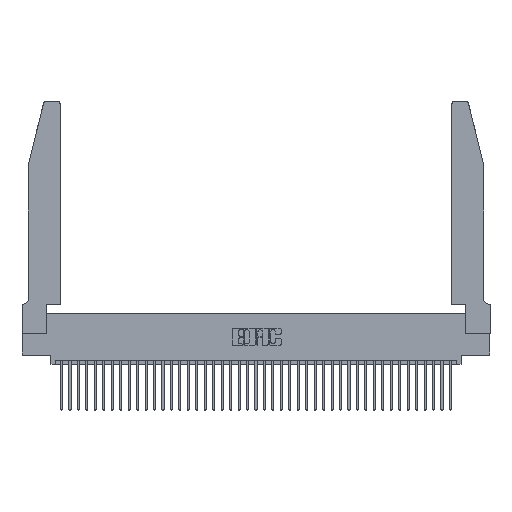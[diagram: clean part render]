
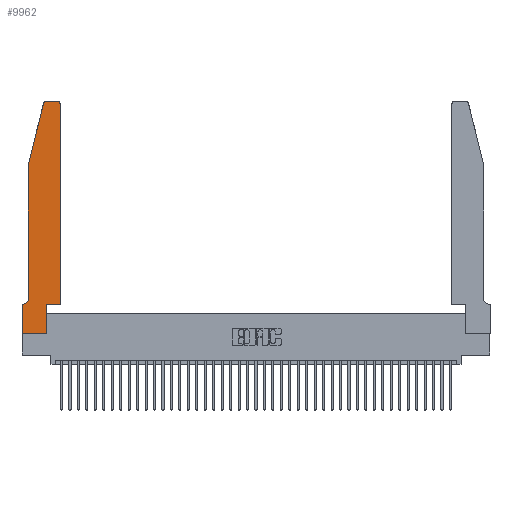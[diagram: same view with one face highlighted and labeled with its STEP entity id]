
A CAD part, top view. The second image highlights one B-rep face of the part: STEP entity #9962.
In plain terms, the highlighted planar face has unit normal (0, 0, 1).
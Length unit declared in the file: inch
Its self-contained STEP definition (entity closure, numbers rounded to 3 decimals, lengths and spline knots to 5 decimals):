
#125 = VECTOR ( 'NONE', #4869, 39.37008 ) ;
#193 = CARTESIAN_POINT ( 'NONE',  ( 0.284, 2.72, 0.37 ) ) ;
#534 = LINE ( 'NONE', #30803, #6028 ) ;
#644 = DIRECTION ( 'NONE',  ( 0., 1., 0. ) ) ;
#697 = AXIS2_PLACEMENT_3D ( 'NONE', #193, #25586, #18939 ) ;
#789 = CARTESIAN_POINT ( 'NONE',  ( 0.2865, 0.35, 0.37 ) ) ;
#2262 = EDGE_CURVE ( 'NONE', #16132, #8870, #23697, .T. ) ;
#2420 = PLANE ( 'NONE',  #38522 ) ;
#2646 = CARTESIAN_POINT ( 'NONE',  ( 0.2605, 2.75, 0.37 ) ) ;
#3583 = CARTESIAN_POINT ( 'NONE',  ( 0.0755, 2., 0.37 ) ) ;
#3834 = CIRCLE ( 'NONE', #35274, 0.07 ) ;
#4869 = DIRECTION ( 'NONE',  ( 0., -1., 0. ) ) ;
#5927 = CARTESIAN_POINT ( 'NONE',  ( 0.0055, 0.42, 0.37 ) ) ;
#6028 = VECTOR ( 'NONE', #24433, 39.37008 ) ;
#6142 = DIRECTION ( 'NONE',  ( 0., -1., 0. ) ) ;
#6265 = EDGE_CURVE ( 'NONE', #8870, #26788, #36442, .T. ) ;
#6354 = DIRECTION ( 'NONE',  ( -1., 0., 0. ) ) ;
#7416 = VERTEX_POINT ( 'NONE', #30495 ) ;
#7746 = CARTESIAN_POINT ( 'NONE',  ( 0., 0.35, 0.37 ) ) ;
#8089 = ORIENTED_EDGE ( 'NONE', *, *, #30420, .T. ) ;
#8513 = LINE ( 'NONE', #22885, #125 ) ;
#8516 = CARTESIAN_POINT ( 'NONE',  ( 0.4505, 0.35, 0.37 ) ) ;
#8827 = ORIENTED_EDGE ( 'NONE', *, *, #10472, .T. ) ;
#8870 = VERTEX_POINT ( 'NONE', #21287 ) ;
#9318 = DIRECTION ( 'NONE',  ( 0., 0., 1. ) ) ;
#9852 = VERTEX_POINT ( 'NONE', #37660 ) ;
#9962 = ADVANCED_FACE ( 'NONE', ( #27453 ), #2420, .T. ) ;
#10472 = EDGE_CURVE ( 'NONE', #35209, #40627, #8513, .T. ) ;
#11738 = VERTEX_POINT ( 'NONE', #28870 ) ;
#12066 = DIRECTION ( 'NONE',  ( 1., 0., 0. ) ) ;
#12265 = CARTESIAN_POINT ( 'NONE',  ( 0.284, 2.75, 0.37 ) ) ;
#13868 = ORIENTED_EDGE ( 'NONE', *, *, #26738, .T. ) ;
#14169 = EDGE_CURVE ( 'NONE', #22296, #16132, #31612, .T. ) ;
#15500 = LINE ( 'NONE', #21006, #22905 ) ;
#15620 = CARTESIAN_POINT ( 'NONE',  ( 0., 0.35, 0.37 ) ) ;
#16132 = VERTEX_POINT ( 'NONE', #26365 ) ;
#18536 = CARTESIAN_POINT ( 'NONE',  ( 0.0055, 0.35, 0.37 ) ) ;
#18578 = DIRECTION ( 'NONE',  ( -1., 0., 0. ) ) ;
#18722 = ORIENTED_EDGE ( 'NONE', *, *, #27880, .T. ) ;
#18939 = DIRECTION ( 'NONE',  ( 1., 0., 0. ) ) ;
#19194 = VECTOR ( 'NONE', #6354, 39.37008 ) ;
#20647 = VECTOR ( 'NONE', #644, 39.37008 ) ;
#20650 = ORIENTED_EDGE ( 'NONE', *, *, #2262, .T. ) ;
#21006 = CARTESIAN_POINT ( 'NONE',  ( 0.0755, 2., 0.37 ) ) ;
#21153 = AXIS2_PLACEMENT_3D ( 'NONE', #31901, #9318, #31762 ) ;
#21287 = CARTESIAN_POINT ( 'NONE',  ( 0.4205, 2.75, 0.37 ) ) ;
#21360 = ORIENTED_EDGE ( 'NONE', *, *, #14169, .T. ) ;
#22296 = VERTEX_POINT ( 'NONE', #22544 ) ;
#22544 = CARTESIAN_POINT ( 'NONE',  ( 0.4505, 0.35, 0.37 ) ) ;
#22885 = CARTESIAN_POINT ( 'NONE',  ( 0., 0., 0.37 ) ) ;
#22905 = VECTOR ( 'NONE', #30000, 39.37008 ) ;
#23267 = ORIENTED_EDGE ( 'NONE', *, *, #36628, .T. ) ;
#23697 = CIRCLE ( 'NONE', #21153, 0.03 ) ;
#23955 = VERTEX_POINT ( 'NONE', #18536 ) ;
#24433 = DIRECTION ( 'NONE',  ( 1., 0., 0. ) ) ;
#24631 = DIRECTION ( 'NONE',  ( 1., 0., 0. ) ) ;
#24635 = LINE ( 'NONE', #24839, #38529 ) ;
#24839 = CARTESIAN_POINT ( 'NONE',  ( 0.4505, 0.35, 0.37 ) ) ;
#25105 = ORIENTED_EDGE ( 'NONE', *, *, #30316, .T. ) ;
#25381 = CARTESIAN_POINT ( 'NONE',  ( 0.0755, 0.35, 0.37 ) ) ;
#25586 = DIRECTION ( 'NONE',  ( 0., 0., 1. ) ) ;
#26365 = CARTESIAN_POINT ( 'NONE',  ( 0.4505, 2.72, 0.37 ) ) ;
#26738 = EDGE_CURVE ( 'NONE', #40842, #9852, #28486, .T. ) ;
#26788 = VERTEX_POINT ( 'NONE', #12265 ) ;
#27453 = FACE_OUTER_BOUND ( 'NONE', #29406, .T. ) ;
#27880 = EDGE_CURVE ( 'NONE', #40627, #11738, #534, .T. ) ;
#28233 = CARTESIAN_POINT ( 'NONE',  ( 0.0755, 2., 0.37 ) ) ;
#28486 = LINE ( 'NONE', #28233, #38406 ) ;
#28746 = EDGE_CURVE ( 'NONE', #9852, #23955, #3834, .T. ) ;
#28870 = CARTESIAN_POINT ( 'NONE',  ( 0.2865, 0., 0.37 ) ) ;
#29406 = EDGE_LOOP ( 'NONE', ( #31567, #41060, #23267, #13868, #40318, #8089, #8827, #18722, #32748, #25105, #21360, #20650 ) ) ;
#29934 = VECTOR ( 'NONE', #34151, 39.37008 ) ;
#30000 = DIRECTION ( 'NONE',  ( -0.239, -0.971, 0. ) ) ;
#30102 = VERTEX_POINT ( 'NONE', #33299 ) ;
#30316 = EDGE_CURVE ( 'NONE', #7416, #22296, #24635, .T. ) ;
#30420 = EDGE_CURVE ( 'NONE', #23955, #35209, #37080, .T. ) ;
#30495 = CARTESIAN_POINT ( 'NONE',  ( 0.2865, 0.35, 0.37 ) ) ;
#30727 = DIRECTION ( 'NONE',  ( 0., 1., 0. ) ) ;
#30800 = CARTESIAN_POINT ( 'NONE',  ( 0., 0., 0.37 ) ) ;
#30803 = CARTESIAN_POINT ( 'NONE',  ( 0., 0., 0.37 ) ) ;
#30948 = EDGE_CURVE ( 'NONE', #26788, #30102, #36523, .T. ) ;
#31567 = ORIENTED_EDGE ( 'NONE', *, *, #6265, .T. ) ;
#31612 = LINE ( 'NONE', #8516, #36059 ) ;
#31762 = DIRECTION ( 'NONE',  ( 1., 0., 0. ) ) ;
#31901 = CARTESIAN_POINT ( 'NONE',  ( 0.4205, 2.72, 0.37 ) ) ;
#32748 = ORIENTED_EDGE ( 'NONE', *, *, #33560, .T. ) ;
#33299 = CARTESIAN_POINT ( 'NONE',  ( 0.25487, 2.72718, 0.37 ) ) ;
#33560 = EDGE_CURVE ( 'NONE', #11738, #7416, #38090, .T. ) ;
#34151 = DIRECTION ( 'NONE',  ( -1., 0., 0. ) ) ;
#34700 = DIRECTION ( 'NONE',  ( 0., 0., -1. ) ) ;
#35209 = VERTEX_POINT ( 'NONE', #7746 ) ;
#35274 = AXIS2_PLACEMENT_3D ( 'NONE', #5927, #34700, #18578 ) ;
#36059 = VECTOR ( 'NONE', #30727, 39.37008 ) ;
#36442 = LINE ( 'NONE', #2646, #29934 ) ;
#36523 = CIRCLE ( 'NONE', #697, 0.03 ) ;
#36628 = EDGE_CURVE ( 'NONE', #30102, #40842, #15500, .T. ) ;
#37080 = LINE ( 'NONE', #25381, #19194 ) ;
#37660 = CARTESIAN_POINT ( 'NONE',  ( 0.0755, 0.42, 0.37 ) ) ;
#38090 = LINE ( 'NONE', #789, #20647 ) ;
#38406 = VECTOR ( 'NONE', #6142, 39.37008 ) ;
#38522 = AXIS2_PLACEMENT_3D ( 'NONE', #15620, #40745, #24631 ) ;
#38529 = VECTOR ( 'NONE', #12066, 39.37008 ) ;
#40318 = ORIENTED_EDGE ( 'NONE', *, *, #28746, .T. ) ;
#40627 = VERTEX_POINT ( 'NONE', #30800 ) ;
#40745 = DIRECTION ( 'NONE',  ( 0., 0., 1. ) ) ;
#40842 = VERTEX_POINT ( 'NONE', #3583 ) ;
#41060 = ORIENTED_EDGE ( 'NONE', *, *, #30948, .T. ) ;
